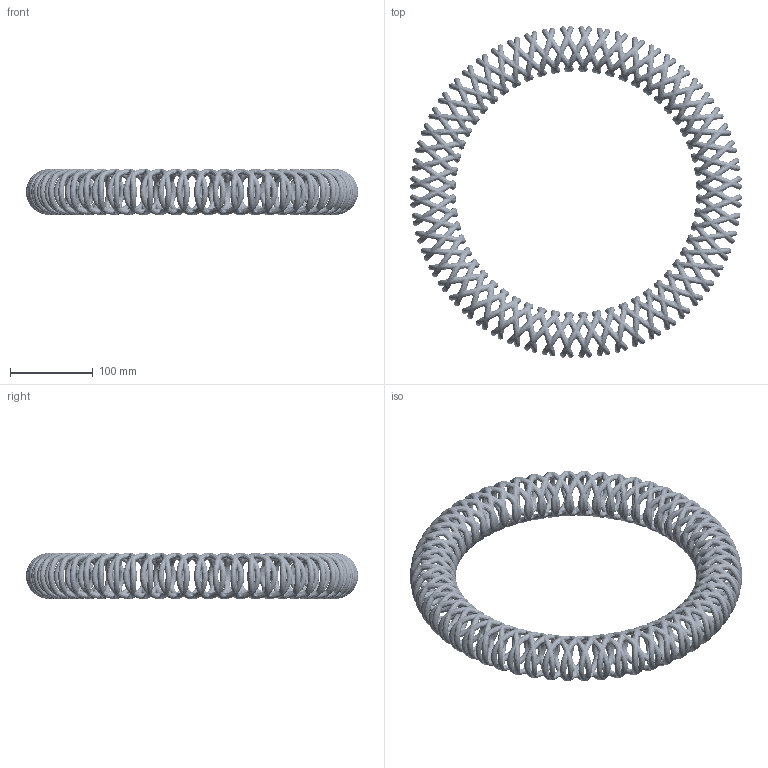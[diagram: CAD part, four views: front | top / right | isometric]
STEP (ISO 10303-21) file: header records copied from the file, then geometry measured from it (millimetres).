
FILE_DESCRIPTION(('FreeCAD Model'),'2;1');
FILE_NAME('Open CASCADE Shape Model','2025-05-04T08:21:38',('FreeCAD'),( 'FreeCAD'),'Open CASCADE STEP processor 7.6','FreeCAD','Unknown');
FILE_SCHEMA(('AUTOMOTIVE_DESIGN { 1 0 10303 214 1 1 1 1 }'));
Products named in the file (1): Open CASCADE STEP translator 7.6 1
Bounding box: 400.08 x 400.08 x 55.21 mm (x, y, z)
Volume: 572654.2 mm3; surface area: 289252.4 mm2
Topology: 1 solids, 1 shells, 4368 faces, 11200 edges, 3584 vertices
Faces by surface type: bspline 4368
Entity records: 339305 total; most frequent: CARTESIAN_POINT 285752, ORIENTED_EDGE 17024, EDGE_CURVE 8512, B_SPLINE_CURVE_WITH_KNOTS 6944, ADVANCED_FACE 4368, FACE_BOUND 4368, EDGE_LOOP 4368, B_SPLINE_SURFACE_WITH_KNOTS 4368
